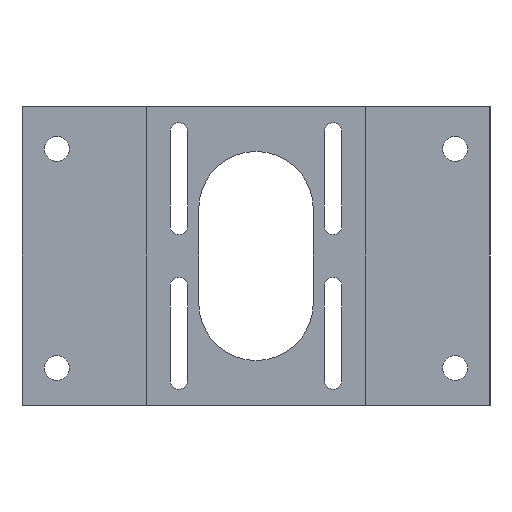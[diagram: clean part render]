
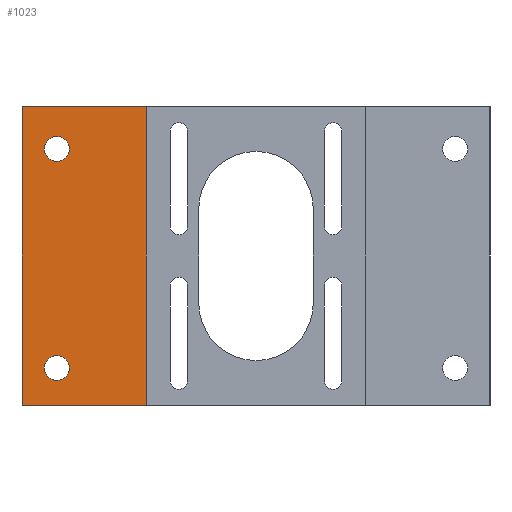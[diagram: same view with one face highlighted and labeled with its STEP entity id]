
A CAD part, front view. The second image highlights one B-rep face of the part: STEP entity #1023.
In plain terms, the highlighted planar face has unit normal (0, -1, 0).
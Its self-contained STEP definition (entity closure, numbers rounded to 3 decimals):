
#34 = CIRCLE ( 'NONE', #286, 2.5 ) ;
#67 = CIRCLE ( 'NONE', #258, 2.5 ) ;
#114 = VECTOR ( 'NONE', #881, 1000. ) ;
#128 = CARTESIAN_POINT ( 'NONE',  ( 0., 0., 60. ) ) ;
#183 = EDGE_CURVE ( 'NONE', #906, #185, #998, .T. ) ;
#185 = VERTEX_POINT ( 'NONE', #1051 ) ;
#199 = LINE ( 'NONE', #1581, #1032 ) ;
#216 = CARTESIAN_POINT ( 'NONE',  ( 0., 0., 60. ) ) ;
#240 = PLANE ( 'NONE',  #1524 ) ;
#258 = AXIS2_PLACEMENT_3D ( 'NONE', #1219, #1098, #1226 ) ;
#275 = DIRECTION ( 'NONE',  ( 0., 1., 0. ) ) ;
#276 = ORIENTED_EDGE ( 'NONE', *, *, #1158, .T. ) ;
#286 = AXIS2_PLACEMENT_3D ( 'NONE', #637, #275, #1007 ) ;
#298 = EDGE_CURVE ( 'NONE', #946, #1481, #1433, .T. ) ;
#303 = ORIENTED_EDGE ( 'NONE', *, *, #1509, .T. ) ;
#364 = CARTESIAN_POINT ( 'NONE',  ( 7., 0., 51.5 ) ) ;
#387 = ORIENTED_EDGE ( 'NONE', *, *, #1189, .T. ) ;
#396 = LINE ( 'NONE', #128, #114 ) ;
#429 = EDGE_CURVE ( 'NONE', #691, #1282, #199, .T. ) ;
#458 = FACE_BOUND ( 'NONE', #561, .T. ) ;
#463 = FACE_BOUND ( 'NONE', #1113, .T. ) ;
#470 = DIRECTION ( 'NONE',  ( 0., 0., -1. ) ) ;
#535 = CARTESIAN_POINT ( 'NONE',  ( 7., 0., 7.5 ) ) ;
#544 = DIRECTION ( 'NONE',  ( 0., 1., 0. ) ) ;
#547 = VERTEX_POINT ( 'NONE', #1102 ) ;
#561 = EDGE_LOOP ( 'NONE', ( #918, #387 ) ) ;
#611 = DIRECTION ( 'NONE',  ( 1., 0., 0. ) ) ;
#637 = CARTESIAN_POINT ( 'NONE',  ( 7., 0., 51.5 ) ) ;
#656 = CARTESIAN_POINT ( 'NONE',  ( 9.5, 0., 51.5 ) ) ;
#678 = EDGE_CURVE ( 'NONE', #813, #547, #34, .T. ) ;
#691 = VERTEX_POINT ( 'NONE', #993 ) ;
#702 = ORIENTED_EDGE ( 'NONE', *, *, #678, .T. ) ;
#743 = VECTOR ( 'NONE', #1180, 1000. ) ;
#812 = CARTESIAN_POINT ( 'NONE',  ( 4.5, 0., 7.5 ) ) ;
#813 = VERTEX_POINT ( 'NONE', #656 ) ;
#835 = CARTESIAN_POINT ( 'NONE',  ( 0., 0., 60. ) ) ;
#837 = LINE ( 'NONE', #1453, #1265 ) ;
#881 = DIRECTION ( 'NONE',  ( 0., 0., -1. ) ) ;
#882 = DIRECTION ( 'NONE',  ( 0., 1., 0. ) ) ;
#906 = VERTEX_POINT ( 'NONE', #812 ) ;
#918 = ORIENTED_EDGE ( 'NONE', *, *, #183, .T. ) ;
#919 = CARTESIAN_POINT ( 'NONE',  ( 25., 0., 0. ) ) ;
#925 = AXIS2_PLACEMENT_3D ( 'NONE', #535, #544, #1528 ) ;
#946 = VERTEX_POINT ( 'NONE', #835 ) ;
#958 = DIRECTION ( 'NONE',  ( 0., 0., 1. ) ) ;
#965 = EDGE_CURVE ( 'NONE', #1481, #1282, #837, .T. ) ;
#993 = CARTESIAN_POINT ( 'NONE',  ( 0., 0., 0. ) ) ;
#998 = CIRCLE ( 'NONE', #925, 2.5 ) ;
#1007 = DIRECTION ( 'NONE',  ( -1., 0., 0. ) ) ;
#1023 = ADVANCED_FACE ( 'NONE', ( #458, #463, #1079 ), #240, .F. ) ;
#1029 = EDGE_LOOP ( 'NONE', ( #1063, #1334, #1276, #303 ) ) ;
#1032 = VECTOR ( 'NONE', #611, 1000. ) ;
#1051 = CARTESIAN_POINT ( 'NONE',  ( 9.5, 0., 7.5 ) ) ;
#1063 = ORIENTED_EDGE ( 'NONE', *, *, #429, .T. ) ;
#1079 = FACE_OUTER_BOUND ( 'NONE', #1029, .T. ) ;
#1098 = DIRECTION ( 'NONE',  ( 0., 1., 0. ) ) ;
#1102 = CARTESIAN_POINT ( 'NONE',  ( 4.5, 0., 51.5 ) ) ;
#1113 = EDGE_LOOP ( 'NONE', ( #276, #702 ) ) ;
#1125 = DIRECTION ( 'NONE',  ( -1., 0., 0. ) ) ;
#1146 = CARTESIAN_POINT ( 'NONE',  ( 25., 0., 60. ) ) ;
#1158 = EDGE_CURVE ( 'NONE', #547, #813, #1167, .T. ) ;
#1167 = CIRCLE ( 'NONE', #1234, 2.5 ) ;
#1180 = DIRECTION ( 'NONE',  ( 1., 0., 0. ) ) ;
#1189 = EDGE_CURVE ( 'NONE', #185, #906, #67, .T. ) ;
#1219 = CARTESIAN_POINT ( 'NONE',  ( 7., 0., 7.5 ) ) ;
#1226 = DIRECTION ( 'NONE',  ( -1., 0., 0. ) ) ;
#1234 = AXIS2_PLACEMENT_3D ( 'NONE', #364, #882, #1125 ) ;
#1265 = VECTOR ( 'NONE', #470, 1000. ) ;
#1276 = ORIENTED_EDGE ( 'NONE', *, *, #298, .F. ) ;
#1282 = VERTEX_POINT ( 'NONE', #919 ) ;
#1329 = CARTESIAN_POINT ( 'NONE',  ( 0., 0., 60. ) ) ;
#1334 = ORIENTED_EDGE ( 'NONE', *, *, #965, .F. ) ;
#1432 = DIRECTION ( 'NONE',  ( 0., 1., 0. ) ) ;
#1433 = LINE ( 'NONE', #216, #743 ) ;
#1453 = CARTESIAN_POINT ( 'NONE',  ( 25., 0., 60. ) ) ;
#1481 = VERTEX_POINT ( 'NONE', #1146 ) ;
#1509 = EDGE_CURVE ( 'NONE', #946, #691, #396, .T. ) ;
#1524 = AXIS2_PLACEMENT_3D ( 'NONE', #1329, #1432, #958 ) ;
#1528 = DIRECTION ( 'NONE',  ( -1., 0., 0. ) ) ;
#1581 = CARTESIAN_POINT ( 'NONE',  ( 0., 0., 0. ) ) ;
